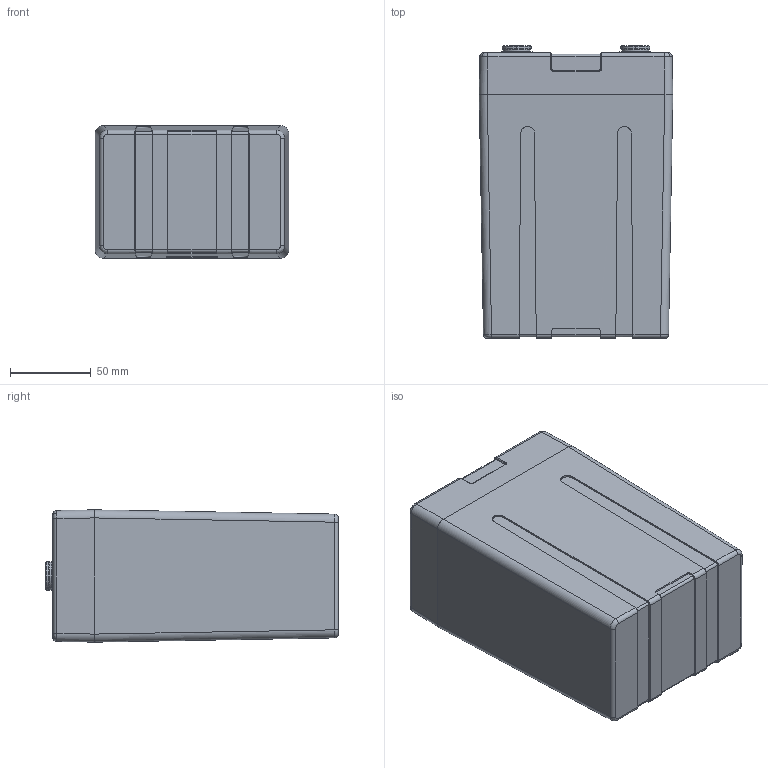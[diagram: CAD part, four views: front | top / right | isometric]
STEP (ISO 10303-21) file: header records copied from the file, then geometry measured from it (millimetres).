
FILE_DESCRIPTION (( 'STEP AP203' ), '1' );
FILE_NAME ('Andrena_15Ah_EC_ExclBracket_2023-04-26.STEP', '2023-04-25T06:46:51', ( '' ), ( '' ), 'SwSTEP 2.0', 'SolidWorks 2022', '' );
FILE_SCHEMA (( 'CONFIG_CONTROL_DESIGN' ));
Length unit declared in the file: millimetre
Products named in the file (1): Andrena_15Ah_EC_ExclBracket_2023-04-26
Bounding box: 120 x 181.5 x 82 mm (x, y, z)
Volume: 1643626.5 mm3; surface area: 88856.2 mm2
Topology: 1 solids, 1 shells, 326 faces, 829 edges, 514 vertices
Faces by surface type: cylinder 132, bspline 60, plane 54, torus 36, sphere 32, cone 12
Entity records: 15239 total; most frequent: CARTESIAN_POINT 8372, ORIENTED_EDGE 1650, DIRECTION 1204, EDGE_CURVE 825, AXIS2_PLACEMENT_3D 523, VERTEX_POINT 514, EDGE_LOOP 339, FACE_OUTER_BOUND 326
